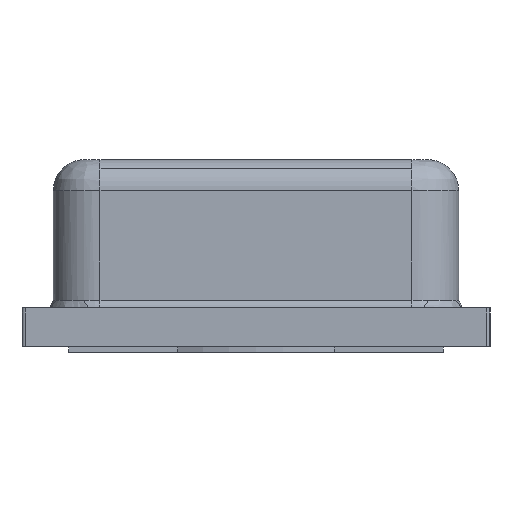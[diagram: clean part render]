
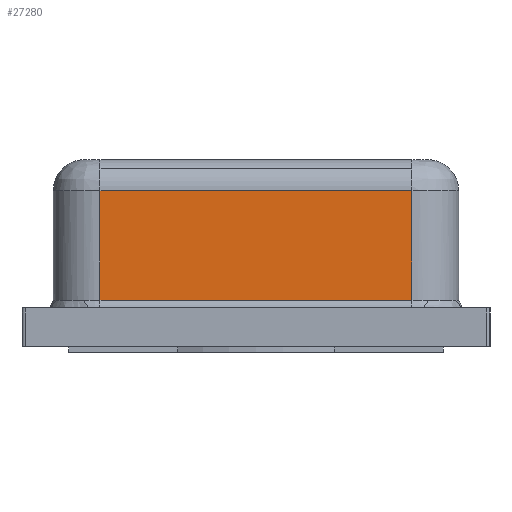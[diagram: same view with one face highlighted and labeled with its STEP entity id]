
A CAD part, front view. The second image highlights one B-rep face of the part: STEP entity #27280.
In plain terms, the highlighted planar face has unit normal (0, -1, 0).
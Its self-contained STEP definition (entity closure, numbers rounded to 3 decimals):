
#2528 = VERTEX_POINT ( 'NONE', #23945 ) ;
#2626 = DIRECTION ( 'NONE',  ( 0., -1., 0. ) ) ;
#4429 = EDGE_CURVE ( 'NONE', #2528, #18690, #25384, .T. ) ;
#5656 = EDGE_CURVE ( 'NONE', #13171, #18805, #11035, .T. ) ;
#5990 = CARTESIAN_POINT ( 'NONE',  ( 2.5, 0.2, 0.3 ) ) ;
#7340 = LINE ( 'NONE', #17742, #17799 ) ;
#8291 = VECTOR ( 'NONE', #16690, 1000. ) ;
#8989 = CARTESIAN_POINT ( 'NONE',  ( 0.5, 0.2, 0.25 ) ) ;
#11035 = LINE ( 'NONE', #15352, #21614 ) ;
#11054 = DIRECTION ( 'NONE',  ( 0., 0., -1. ) ) ;
#13171 = VERTEX_POINT ( 'NONE', #5990 ) ;
#13399 = EDGE_CURVE ( 'NONE', #2528, #13171, #7340, .T. ) ;
#15151 = VECTOR ( 'NONE', #20618, 1000. ) ;
#15272 = ORIENTED_EDGE ( 'NONE', *, *, #15343, .F. ) ;
#15343 = EDGE_CURVE ( 'NONE', #18690, #18805, #23098, .T. ) ;
#15352 = CARTESIAN_POINT ( 'NONE',  ( 2.5, 0.2, 0.25 ) ) ;
#15610 = CARTESIAN_POINT ( 'NONE',  ( 0.5, 0.2, 1. ) ) ;
#16690 = DIRECTION ( 'NONE',  ( 0., 0., 1. ) ) ;
#17742 = CARTESIAN_POINT ( 'NONE',  ( 1., 0.2, 0.3 ) ) ;
#17799 = VECTOR ( 'NONE', #22159, 1000. ) ;
#18023 = ORIENTED_EDGE ( 'NONE', *, *, #13399, .T. ) ;
#18414 = ORIENTED_EDGE ( 'NONE', *, *, #5656, .T. ) ;
#18690 = VERTEX_POINT ( 'NONE', #15610 ) ;
#18805 = VERTEX_POINT ( 'NONE', #19726 ) ;
#18842 = ORIENTED_EDGE ( 'NONE', *, *, #4429, .F. ) ;
#19619 = DIRECTION ( 'NONE',  ( 0., 0., 1. ) ) ;
#19726 = CARTESIAN_POINT ( 'NONE',  ( 2.5, 0.2, 1. ) ) ;
#20618 = DIRECTION ( 'NONE',  ( 1., 0., 0. ) ) ;
#20691 = CARTESIAN_POINT ( 'NONE',  ( 0.5, 0.2, 0.25 ) ) ;
#21179 = EDGE_LOOP ( 'NONE', ( #18023, #18414, #15272, #18842 ) ) ;
#21288 = FACE_OUTER_BOUND ( 'NONE', #21179, .T. ) ;
#21614 = VECTOR ( 'NONE', #19619, 1000. ) ;
#22159 = DIRECTION ( 'NONE',  ( 1., 0., 0. ) ) ;
#22692 = CARTESIAN_POINT ( 'NONE',  ( 1., 0.2, 1. ) ) ;
#23098 = LINE ( 'NONE', #22692, #15151 ) ;
#23945 = CARTESIAN_POINT ( 'NONE',  ( 0.5, 0.2, 0.3 ) ) ;
#25384 = LINE ( 'NONE', #20691, #8291 ) ;
#25557 = PLANE ( 'NONE',  #27007 ) ;
#27007 = AXIS2_PLACEMENT_3D ( 'NONE', #8989, #2626, #11054 ) ;
#27280 = ADVANCED_FACE ( 'NONE', ( #21288 ), #25557, .T. ) ;
